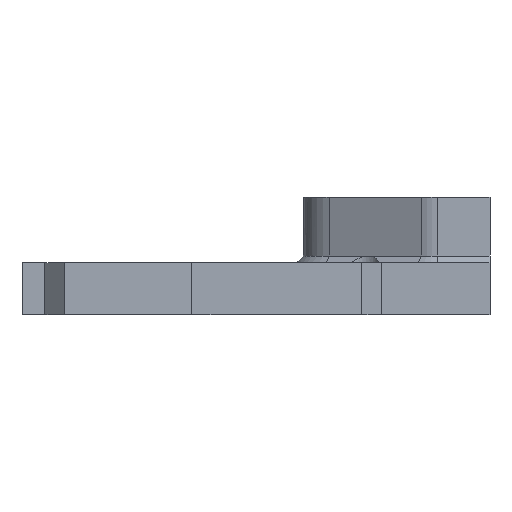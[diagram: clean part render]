
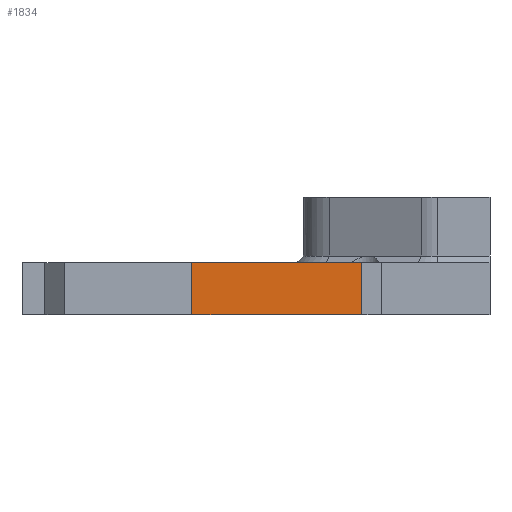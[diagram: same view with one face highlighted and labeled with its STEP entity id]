
A CAD part, front view. The second image highlights one B-rep face of the part: STEP entity #1834.
In plain terms, the highlighted face is planar.
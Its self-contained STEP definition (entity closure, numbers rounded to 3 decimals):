
#68 = EDGE_CURVE ( 'NONE', #122, #964, #1925, .T. ) ;
#110 = LINE ( 'NONE', #748, #1827 ) ;
#122 = VERTEX_POINT ( 'NONE', #203 ) ;
#137 = LINE ( 'NONE', #1567, #388 ) ;
#174 = VECTOR ( 'NONE', #1853, 1000. ) ;
#184 = CARTESIAN_POINT ( 'NONE',  ( 5., 32.5, 122.629 ) ) ;
#203 = CARTESIAN_POINT ( 'NONE',  ( 5., 24.5, 122.629 ) ) ;
#261 = ORIENTED_EDGE ( 'NONE', *, *, #1399, .F. ) ;
#333 = VECTOR ( 'NONE', #1890, 1000. ) ;
#381 = VERTEX_POINT ( 'NONE', #1371 ) ;
#388 = VECTOR ( 'NONE', #2184, 1000. ) ;
#511 = FACE_OUTER_BOUND ( 'NONE', #2600, .T. ) ;
#568 = VERTEX_POINT ( 'NONE', #1032 ) ;
#748 = CARTESIAN_POINT ( 'NONE',  ( 5., 32.5, 122.629 ) ) ;
#784 = CARTESIAN_POINT ( 'NONE',  ( -20.959, 32.5, 122.629 ) ) ;
#964 = VERTEX_POINT ( 'NONE', #1950 ) ;
#975 = EDGE_CURVE ( 'NONE', #568, #381, #110, .T. ) ;
#989 = PLANE ( 'NONE',  #2180 ) ;
#1032 = CARTESIAN_POINT ( 'NONE',  ( 5., 32.5, 122.629 ) ) ;
#1177 = EDGE_CURVE ( 'NONE', #381, #964, #1266, .T. ) ;
#1266 = LINE ( 'NONE', #784, #174 ) ;
#1278 = ORIENTED_EDGE ( 'NONE', *, *, #68, .F. ) ;
#1371 = CARTESIAN_POINT ( 'NONE',  ( -20.959, 32.5, 122.629 ) ) ;
#1379 = ORIENTED_EDGE ( 'NONE', *, *, #1177, .T. ) ;
#1399 = EDGE_CURVE ( 'NONE', #568, #122, #137, .T. ) ;
#1567 = CARTESIAN_POINT ( 'NONE',  ( 5., 32.5, 122.629 ) ) ;
#1631 = DIRECTION ( 'NONE',  ( 1., 0., 0. ) ) ;
#1812 = DIRECTION ( 'NONE',  ( -1., 0., 0. ) ) ;
#1827 = VECTOR ( 'NONE', #1812, 1000. ) ;
#1834 = ADVANCED_FACE ( 'NONE', ( #511 ), #989, .F. ) ;
#1853 = DIRECTION ( 'NONE',  ( 0., -1., 0. ) ) ;
#1890 = DIRECTION ( 'NONE',  ( -1., 0., 0. ) ) ;
#1925 = LINE ( 'NONE', #2491, #333 ) ;
#1950 = CARTESIAN_POINT ( 'NONE',  ( -20.959, 24.5, 122.629 ) ) ;
#2180 = AXIS2_PLACEMENT_3D ( 'NONE', #184, #2658, #1631 ) ;
#2184 = DIRECTION ( 'NONE',  ( 0., -1., 0. ) ) ;
#2491 = CARTESIAN_POINT ( 'NONE',  ( 0., 24.5, 122.629 ) ) ;
#2600 = EDGE_LOOP ( 'NONE', ( #1278, #261, #2663, #1379 ) ) ;
#2658 = DIRECTION ( 'NONE',  ( 0., 0., -1. ) ) ;
#2663 = ORIENTED_EDGE ( 'NONE', *, *, #975, .T. ) ;
